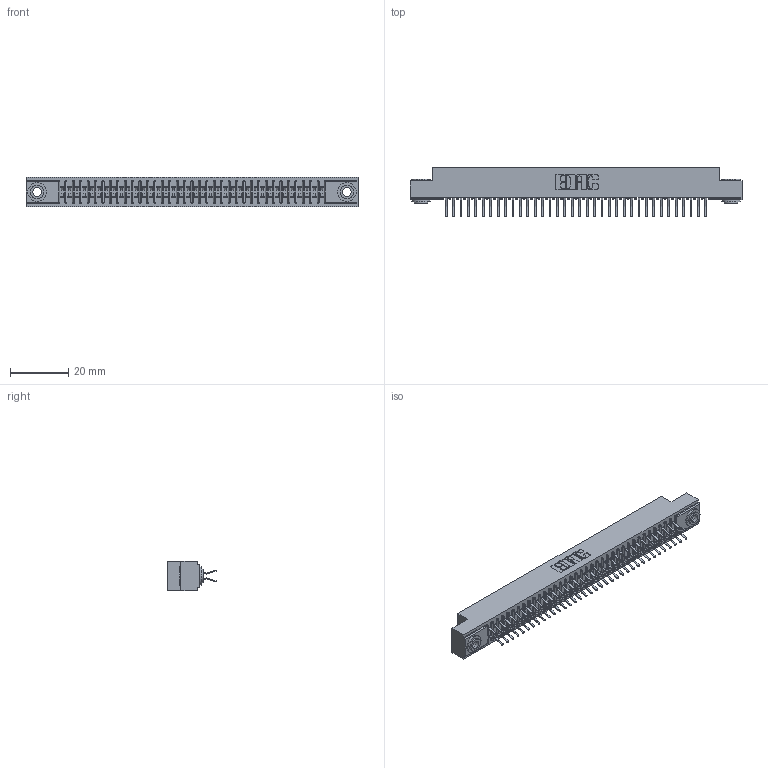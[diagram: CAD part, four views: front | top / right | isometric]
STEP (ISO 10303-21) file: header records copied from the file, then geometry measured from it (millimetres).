
FILE_DESCRIPTION (( 'STEP AP203' ), '1' );
FILE_NAME ('341-072-556-203.STEP', '2018-08-07T20:05:57', ( '' ), ( '' ), 'SwSTEP 2.0', 'SolidWorks 2016', '' );
FILE_SCHEMA (( 'CONFIG_CONTROL_DESIGN' ));
Length unit declared in the file: inch
Products named in the file (4): 345-250-002_345-250-002-102; 341-072-556-203; 341 Part_.156 (3.96) Dia Mounting Holes; 341-292-001_341-292-156
Assembly tree (75 placements, depth 2):
  341-072-556-203
    341 Part_.156 (3.96) Dia Mounting Holes
    341-292-001_341-292-156  x72
    345-250-002_345-250-002-102  x2
Bounding box: 113.67 x 17.07 x 10.16 mm (x, y, z)
Volume: 8412.5 mm3; surface area: 15160.3 mm2
Topology: 75 solids, 75 shells, 5208 faces, 15080 edges, 9782 vertices
Faces by surface type: plane 2972, cylinder 2084, sphere 74, torus 70, cone 8
Entity records: 45572 total; most frequent: CARTESIAN_POINT 7557, ORIENTED_EDGE 7500, DIRECTION 7358, EDGE_CURVE 3750, VECTOR 3008, LINE 3008, VERTEX_POINT 2374, AXIS2_PLACEMENT_3D 2175
